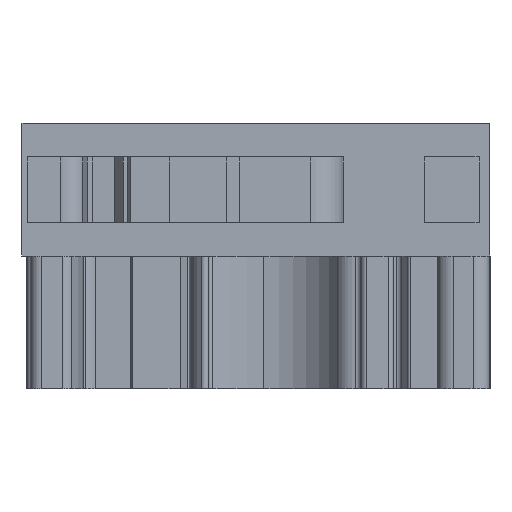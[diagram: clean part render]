
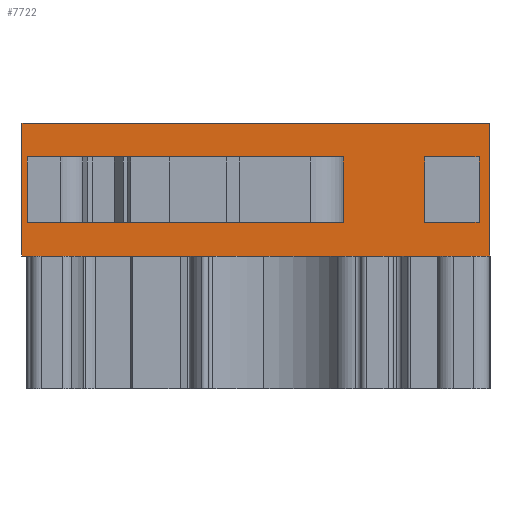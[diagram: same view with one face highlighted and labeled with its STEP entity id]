
A CAD part, front view. The second image highlights one B-rep face of the part: STEP entity #7722.
In plain terms, the highlighted planar face has unit normal (0, -1, 0).
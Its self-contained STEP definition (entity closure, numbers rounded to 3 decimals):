
#2034=DIRECTION('',(-1.,0.,0.));
#2035=VECTOR('',#2034,43.);
#2036=CARTESIAN_POINT('',(21.5,-16.361,6.1));
#2037=LINE('',#2036,#2035);
#2292=DIRECTION('',(-1.,0.,0.));
#2293=VECTOR('',#2292,1.939);
#2294=CARTESIAN_POINT('',(13.409,-16.361,-6.1));
#2295=LINE('',#2294,#2293);
#2296=DIRECTION('',(-1.,0.,0.));
#2297=VECTOR('',#2296,1.021);
#2298=CARTESIAN_POINT('',(11.471,-16.361,-6.1));
#2299=LINE('',#2298,#2297);
#2300=DIRECTION('',(-1.,0.,0.));
#2301=VECTOR('',#2300,14.8);
#2302=CARTESIAN_POINT('',(10.45,-16.361,-6.1));
#2303=LINE('',#2302,#2301);
#2304=DIRECTION('',(-1.,0.,0.));
#2305=VECTOR('',#2304,1.);
#2306=CARTESIAN_POINT('',(-4.35,-16.361,-6.1));
#2307=LINE('',#2306,#2305);
#2308=DIRECTION('',(-1.,0.,0.));
#2309=VECTOR('',#2308,10.837);
#2310=CARTESIAN_POINT('',(-5.35,-16.361,-6.1));
#2311=LINE('',#2310,#2309);
#2312=DIRECTION('',(-1.,0.,0.));
#2313=VECTOR('',#2312,1.945);
#2314=CARTESIAN_POINT('',(-16.187,-16.361,-6.1));
#2315=LINE('',#2314,#2313);
#2316=DIRECTION('',(-1.,0.,0.));
#2317=VECTOR('',#2316,3.367);
#2318=CARTESIAN_POINT('',(-18.133,-16.361,-6.1));
#2319=LINE('',#2318,#2317);
#2320=DIRECTION('',(-1.,0.,0.));
#2321=VECTOR('',#2320,0.05);
#2322=CARTESIAN_POINT('',(21.5,-16.361,-6.1));
#2323=LINE('',#2322,#2321);
#2324=DIRECTION('',(-1.,0.,0.));
#2325=VECTOR('',#2324,8.041);
#2326=CARTESIAN_POINT('',(21.45,-16.361,-6.1));
#2327=LINE('',#2326,#2325);
#2328=DIRECTION('',(0.,0.,1.));
#2329=VECTOR('',#2328,6.);
#2330=CARTESIAN_POINT('',(6.122,-16.361,-3.));
#2331=LINE('',#2330,#2329);
#2332=DIRECTION('',(-1.,0.,0.));
#2333=VECTOR('',#2332,0.757);
#2334=CARTESIAN_POINT('',(6.878,-16.361,-3.));
#2335=LINE('',#2334,#2333);
#2348=DIRECTION('',(0.,0.,-1.));
#2349=VECTOR('',#2348,6.);
#2350=CARTESIAN_POINT('',(6.878,-16.361,3.));
#2351=LINE('',#2350,#2349);
#2352=DIRECTION('',(1.,0.,0.));
#2353=VECTOR('',#2352,0.757);
#2354=CARTESIAN_POINT('',(6.122,-16.361,3.));
#2355=LINE('',#2354,#2353);
#2364=DIRECTION('',(0.,0.,1.));
#2365=VECTOR('',#2364,6.);
#2366=CARTESIAN_POINT('',(15.5,-16.361,-3.));
#2367=LINE('',#2366,#2365);
#2368=DIRECTION('',(-1.,0.,0.));
#2369=VECTOR('',#2368,5.);
#2370=CARTESIAN_POINT('',(20.5,-16.361,-3.));
#2371=LINE('',#2370,#2369);
#2384=DIRECTION('',(1.,0.,0.));
#2385=VECTOR('',#2384,5.);
#2386=CARTESIAN_POINT('',(15.5,-16.361,3.));
#2387=LINE('',#2386,#2385);
#2404=DIRECTION('',(0.,0.,-1.));
#2405=VECTOR('',#2404,6.);
#2406=CARTESIAN_POINT('',(20.5,-16.361,3.));
#2407=LINE('',#2406,#2405);
#2460=DIRECTION('',(0.,0.,1.));
#2461=VECTOR('',#2460,6.);
#2462=CARTESIAN_POINT('',(7.122,-16.361,-3.));
#2463=LINE('',#2462,#2461);
#2464=DIRECTION('',(-1.,0.,0.));
#2465=VECTOR('',#2464,0.757);
#2466=CARTESIAN_POINT('',(7.878,-16.361,-3.));
#2467=LINE('',#2466,#2465);
#2480=DIRECTION('',(0.,0.,-1.));
#2481=VECTOR('',#2480,6.);
#2482=CARTESIAN_POINT('',(7.878,-16.361,3.));
#2483=LINE('',#2482,#2481);
#2484=DIRECTION('',(1.,0.,0.));
#2485=VECTOR('',#2484,0.757);
#2486=CARTESIAN_POINT('',(7.122,-16.361,3.));
#2487=LINE('',#2486,#2485);
#2496=DIRECTION('',(0.,0.,1.));
#2497=VECTOR('',#2496,6.);
#2498=CARTESIAN_POINT('',(-21.,-16.361,-3.));
#2499=LINE('',#2498,#2497);
#2500=DIRECTION('',(-1.,0.,0.));
#2501=VECTOR('',#2500,27.042);
#2502=CARTESIAN_POINT('',(6.042,-16.361,-3.));
#2503=LINE('',#2502,#2501);
#2567=DIRECTION('',(1.,0.,0.));
#2568=VECTOR('',#2567,27.042);
#2569=CARTESIAN_POINT('',(-21.,-16.361,3.));
#2570=LINE('',#2569,#2568);
#2630=DIRECTION('',(0.,0.,-1.));
#2631=VECTOR('',#2630,6.);
#2632=CARTESIAN_POINT('',(6.042,-16.361,3.));
#2633=LINE('',#2632,#2631);
#2806=DIRECTION('',(0.,0.,-1.));
#2807=VECTOR('',#2806,12.2);
#2808=CARTESIAN_POINT('',(-21.5,-16.361,6.1));
#2809=LINE('',#2808,#2807);
#3843=DIRECTION('',(0.,0.,1.));
#3844=VECTOR('',#3843,12.2);
#3845=CARTESIAN_POINT('',(21.5,-16.361,-6.1));
#3846=LINE('',#3845,#3844);
#4194=CARTESIAN_POINT('',(21.5,-16.361,-6.1));
#4195=CARTESIAN_POINT('',(21.5,-16.361,6.1));
#4196=VERTEX_POINT('',#4194);
#4197=VERTEX_POINT('',#4195);
#4198=CARTESIAN_POINT('',(6.122,-16.361,-3.));
#4199=CARTESIAN_POINT('',(6.122,-16.361,3.));
#4200=VERTEX_POINT('',#4198);
#4201=VERTEX_POINT('',#4199);
#4202=CARTESIAN_POINT('',(6.878,-16.361,3.));
#4203=VERTEX_POINT('',#4202);
#4204=CARTESIAN_POINT('',(15.5,-16.361,-3.));
#4205=CARTESIAN_POINT('',(15.5,-16.361,3.));
#4206=VERTEX_POINT('',#4204);
#4207=VERTEX_POINT('',#4205);
#4208=CARTESIAN_POINT('',(20.5,-16.361,3.));
#4209=VERTEX_POINT('',#4208);
#4210=CARTESIAN_POINT('',(7.122,-16.361,-3.));
#4211=CARTESIAN_POINT('',(7.122,-16.361,3.));
#4212=VERTEX_POINT('',#4210);
#4213=VERTEX_POINT('',#4211);
#4214=CARTESIAN_POINT('',(7.878,-16.361,3.));
#4215=VERTEX_POINT('',#4214);
#4216=CARTESIAN_POINT('',(-21.,-16.361,-3.));
#4217=CARTESIAN_POINT('',(-21.,-16.361,3.));
#4218=VERTEX_POINT('',#4216);
#4219=VERTEX_POINT('',#4217);
#4220=CARTESIAN_POINT('',(6.042,-16.361,3.));
#4221=VERTEX_POINT('',#4220);
#4222=CARTESIAN_POINT('',(-21.5,-16.361,6.1));
#4223=VERTEX_POINT('',#4222);
#4356=CARTESIAN_POINT('',(-21.5,-16.361,-6.1));
#4357=VERTEX_POINT('',#4356);
#4501=CARTESIAN_POINT('',(6.878,-16.361,-3.));
#4502=VERTEX_POINT('',#4501);
#4507=CARTESIAN_POINT('',(20.5,-16.361,-3.));
#4508=VERTEX_POINT('',#4507);
#4533=CARTESIAN_POINT('',(7.878,-16.361,-3.));
#4534=VERTEX_POINT('',#4533);
#4539=CARTESIAN_POINT('',(6.042,-16.361,-3.));
#4540=VERTEX_POINT('',#4539);
#5262=CARTESIAN_POINT('',(-18.133,-16.361,-6.1));
#5263=VERTEX_POINT('',#5262);
#5265=CARTESIAN_POINT('',(-16.187,-16.361,-6.1));
#5267=VERTEX_POINT('',#5265);
#5278=CARTESIAN_POINT('',(-5.35,-16.361,-6.1));
#5279=VERTEX_POINT('',#5278);
#5280=CARTESIAN_POINT('',(11.471,-16.361,-6.1));
#5282=VERTEX_POINT('',#5280);
#5294=CARTESIAN_POINT('',(13.409,-16.361,-6.1));
#5295=VERTEX_POINT('',#5294);
#5296=CARTESIAN_POINT('',(21.45,-16.361,-6.1));
#5298=VERTEX_POINT('',#5296);
#5338=CARTESIAN_POINT('',(10.45,-16.361,-6.1));
#5340=VERTEX_POINT('',#5338);
#5356=CARTESIAN_POINT('',(-4.35,-16.361,-6.1));
#5357=VERTEX_POINT('',#5356);
#7661=CARTESIAN_POINT('',(0.,-16.361,0.));
#7662=DIRECTION('',(0.,1.,0.));
#7663=DIRECTION('',(1.,0.,0.));
#7664=AXIS2_PLACEMENT_3D('',#7661,#7662,#7663);
#7665=PLANE('',#7664);
#7666=ORIENTED_EDGE('',*,*,#5673,.T.);
#7667=ORIENTED_EDGE('',*,*,#5906,.T.);
#7668=ORIENTED_EDGE('',*,*,#5819,.T.);
#7669=ORIENTED_EDGE('',*,*,#5954,.T.);
#7670=ORIENTED_EDGE('',*,*,#5649,.T.);
#7671=ORIENTED_EDGE('',*,*,#5980,.T.);
#7672=ORIENTED_EDGE('',*,*,#5615,.T.);
#7674=ORIENTED_EDGE('',*,*,#7673,.F.);
#7675=ORIENTED_EDGE('',*,*,#7553,.F.);
#7677=ORIENTED_EDGE('',*,*,#7676,.F.);
#7678=ORIENTED_EDGE('',*,*,#5697,.T.);
#7679=ORIENTED_EDGE('',*,*,#5874,.T.);
#7680=EDGE_LOOP('',(#7666,#7667,#7668,#7669,#7670,#7671,#7672,#7674,#7675,#7677,
#7678,#7679));
#7681=FACE_OUTER_BOUND('',#7680,.F.);
#7683=ORIENTED_EDGE('',*,*,#7682,.F.);
#7685=ORIENTED_EDGE('',*,*,#7684,.F.);
#7687=ORIENTED_EDGE('',*,*,#7686,.F.);
#7689=ORIENTED_EDGE('',*,*,#7688,.F.);
#7690=EDGE_LOOP('',(#7683,#7685,#7687,#7689));
#7691=FACE_BOUND('',#7690,.F.);
#7693=ORIENTED_EDGE('',*,*,#7692,.F.);
#7695=ORIENTED_EDGE('',*,*,#7694,.F.);
#7697=ORIENTED_EDGE('',*,*,#7696,.F.);
#7699=ORIENTED_EDGE('',*,*,#7698,.F.);
#7700=EDGE_LOOP('',(#7693,#7695,#7697,#7699));
#7701=FACE_BOUND('',#7700,.F.);
#7703=ORIENTED_EDGE('',*,*,#7702,.F.);
#7705=ORIENTED_EDGE('',*,*,#7704,.F.);
#7707=ORIENTED_EDGE('',*,*,#7706,.F.);
#7709=ORIENTED_EDGE('',*,*,#7708,.F.);
#7710=EDGE_LOOP('',(#7703,#7705,#7707,#7709));
#7711=FACE_BOUND('',#7710,.F.);
#7713=ORIENTED_EDGE('',*,*,#7712,.F.);
#7715=ORIENTED_EDGE('',*,*,#7714,.F.);
#7717=ORIENTED_EDGE('',*,*,#7716,.F.);
#7719=ORIENTED_EDGE('',*,*,#7718,.F.);
#7720=EDGE_LOOP('',(#7713,#7715,#7717,#7719));
#7721=FACE_BOUND('',#7720,.F.);
#5615=EDGE_CURVE('',#5263,#4357,#2319,.T.);
#5649=EDGE_CURVE('',#5279,#5267,#2311,.T.);
#5673=EDGE_CURVE('',#5295,#5282,#2295,.T.);
#5697=EDGE_CURVE('',#4196,#5298,#2323,.T.);
#5819=EDGE_CURVE('',#5340,#5357,#2303,.T.);
#5874=EDGE_CURVE('',#5298,#5295,#2327,.T.);
#5906=EDGE_CURVE('',#5282,#5340,#2299,.T.);
#5954=EDGE_CURVE('',#5357,#5279,#2307,.T.);
#5980=EDGE_CURVE('',#5267,#5263,#2315,.T.);
#7553=EDGE_CURVE('',#4197,#4223,#2037,.T.);
#7673=EDGE_CURVE('',#4223,#4357,#2809,.T.);
#7676=EDGE_CURVE('',#4196,#4197,#3846,.T.);
#7682=EDGE_CURVE('',#4206,#4207,#2367,.T.);
#7684=EDGE_CURVE('',#4508,#4206,#2371,.T.);
#7686=EDGE_CURVE('',#4209,#4508,#2407,.T.);
#7688=EDGE_CURVE('',#4207,#4209,#2387,.T.);
#7692=EDGE_CURVE('',#4212,#4213,#2463,.T.);
#7694=EDGE_CURVE('',#4534,#4212,#2467,.T.);
#7696=EDGE_CURVE('',#4215,#4534,#2483,.T.);
#7698=EDGE_CURVE('',#4213,#4215,#2487,.T.);
#7702=EDGE_CURVE('',#4218,#4219,#2499,.T.);
#7704=EDGE_CURVE('',#4540,#4218,#2503,.T.);
#7706=EDGE_CURVE('',#4221,#4540,#2633,.T.);
#7708=EDGE_CURVE('',#4219,#4221,#2570,.T.);
#7712=EDGE_CURVE('',#4200,#4201,#2331,.T.);
#7714=EDGE_CURVE('',#4502,#4200,#2335,.T.);
#7716=EDGE_CURVE('',#4203,#4502,#2351,.T.);
#7718=EDGE_CURVE('',#4201,#4203,#2355,.T.);
#7722=ADVANCED_FACE('',(#7681,#7691,#7701,#7711,#7721),#7665,.F.);
